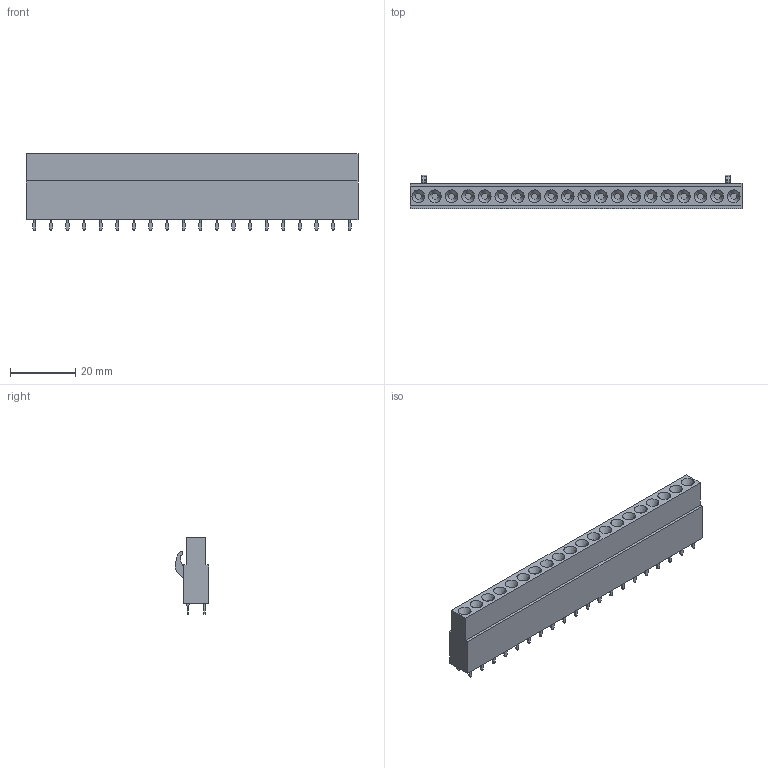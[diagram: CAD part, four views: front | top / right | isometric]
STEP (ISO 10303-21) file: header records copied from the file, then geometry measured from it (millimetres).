
FILE_DESCRIPTION(('CATIA V5 STEP','CAx-IF Rec.Pracs.--- Model Styling and Organization---1.2---2011-12-15'),'2;1');
FILE_NAME ('D1454287_0', '2018-09-01T02:52:31+00:00', ('none'), ('Weidmueller'), 'CATIA Version 5-6 Release 2014', 'CATIA V5 STEP AP214', 'none');
FILE_SCHEMA(('AUTOMOTIVE_DESIGN { 1 0 10303 214 1 1 1 1 }'));
Length unit declared in the file: millimetre
Products named in the file (1): 1648970000
Bounding box: 101.6 x 10.28 x 23.45 mm (x, y, z)
Volume: 14265.3 mm3; surface area: 6756.7 mm2
Topology: 41 solids, 41 shells, 986 faces, 2286 edges, 1444 vertices
Faces by surface type: plane 812, cylinder 134, cone 40
Entity records: 25384 total; most frequent: ORIENTED_EDGE 4572, CARTESIAN_POINT 4382, DIRECTION 3588, EDGE_CURVE 2286, VECTOR 1938, LINE 1938, VERTEX_POINT 1444, EDGE_LOOP 1048
